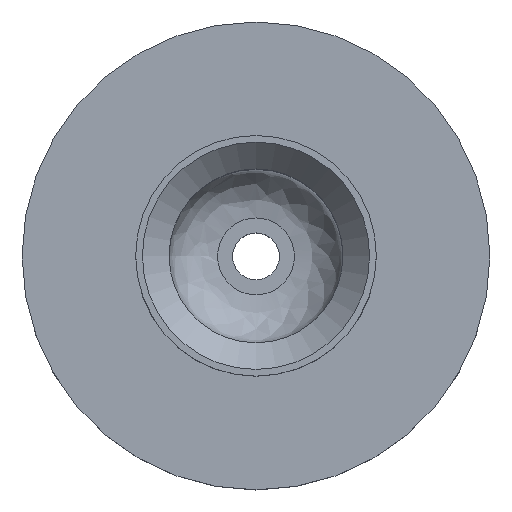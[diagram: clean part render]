
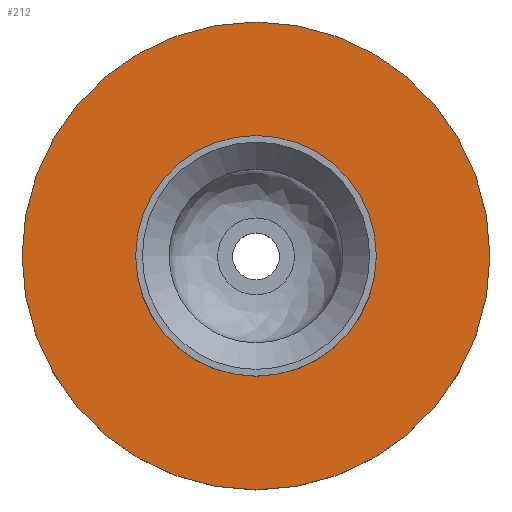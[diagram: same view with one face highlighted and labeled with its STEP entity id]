
A CAD part, top view. The second image highlights one B-rep face of the part: STEP entity #212.
In plain terms, the highlighted planar face has unit normal (0, 0, 1).
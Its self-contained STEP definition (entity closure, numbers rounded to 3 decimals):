
#27=FACE_BOUND('',#64,.T.);
#32=PLANE('',#257);
#45=FACE_OUTER_BOUND('',#63,.T.);
#63=EDGE_LOOP('',(#193));
#64=EDGE_LOOP('',(#194));
#98=CIRCLE('',#256,7.);
#99=CIRCLE('',#258,3.6);
#116=VERTEX_POINT('',#437);
#117=VERTEX_POINT('',#441);
#141=EDGE_CURVE('',#116,#116,#98,.T.);
#143=EDGE_CURVE('',#117,#117,#99,.T.);
#193=ORIENTED_EDGE('',*,*,#141,.T.);
#194=ORIENTED_EDGE('',*,*,#143,.F.);
#212=ADVANCED_FACE('',(#45,#27),#32,.T.);
#256=AXIS2_PLACEMENT_3D('',#438,#323,#324);
#257=AXIS2_PLACEMENT_3D('',#440,#326,#327);
#258=AXIS2_PLACEMENT_3D('',#442,#328,#329);
#323=DIRECTION('center_axis',(0.,0.,1.));
#324=DIRECTION('ref_axis',(1.,0.,0.));
#326=DIRECTION('center_axis',(0.,0.,1.));
#327=DIRECTION('ref_axis',(1.,0.,0.));
#328=DIRECTION('center_axis',(0.,0.,1.));
#329=DIRECTION('ref_axis',(1.,0.,0.));
#437=CARTESIAN_POINT('',(0.,7.,11.8));
#438=CARTESIAN_POINT('Origin',(0.,0.,11.8));
#440=CARTESIAN_POINT('Origin',(0.,-3.6,11.8));
#441=CARTESIAN_POINT('',(0.,3.6,11.8));
#442=CARTESIAN_POINT('Origin',(0.,0.,11.8));
